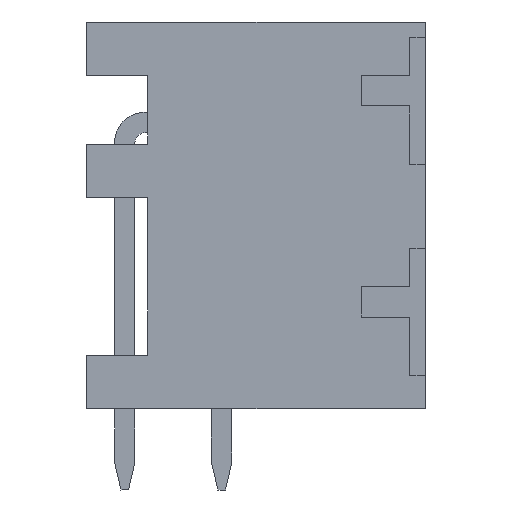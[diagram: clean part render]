
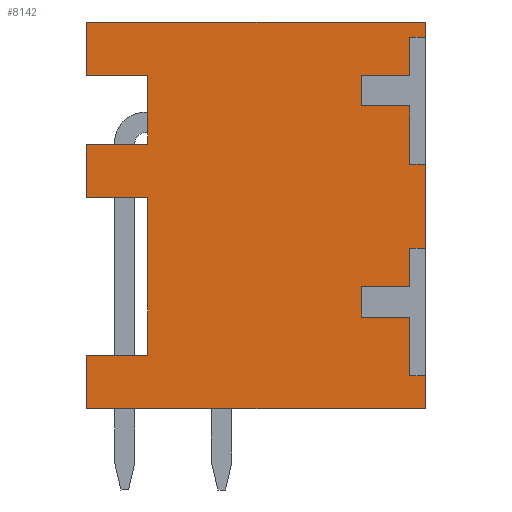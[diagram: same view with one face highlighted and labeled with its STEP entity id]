
A CAD part, left-side view. The second image highlights one B-rep face of the part: STEP entity #8142.
In plain terms, the highlighted planar face has unit normal (-1, 0, 0).
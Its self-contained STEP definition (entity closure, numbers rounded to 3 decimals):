
#8016=AXIS2_PLACEMENT_3D('Plane Axis2P3D',#8013,#8014,#8015) ;
#224=CARTESIAN_POINT('Vertex',(0.3,0.,18.4)) ;
#227=CARTESIAN_POINT('Line Origine',(0.3,0.,18.1)) ;
#231=CARTESIAN_POINT('Vertex',(0.3,0.,17.8)) ;
#252=CARTESIAN_POINT('Vertex',(0.3,0.,12.8)) ;
#255=CARTESIAN_POINT('Line Origine',(0.3,0.,11.15)) ;
#259=CARTESIAN_POINT('Vertex',(0.3,0.,9.5)) ;
#280=CARTESIAN_POINT('Vertex',(0.3,0.,4.5)) ;
#283=CARTESIAN_POINT('Line Origine',(0.3,0.,3.85)) ;
#287=CARTESIAN_POINT('Vertex',(0.3,0.,3.2)) ;
#3656=CARTESIAN_POINT('Vertex',(0.3,13.3,18.4)) ;
#3659=CARTESIAN_POINT('Line Origine',(0.3,6.65,18.4)) ;
#3749=CARTESIAN_POINT('Vertex',(0.3,13.3,16.3)) ;
#3754=CARTESIAN_POINT('Line Origine',(0.3,13.3,17.35)) ;
#4302=CARTESIAN_POINT('Vertex',(0.3,10.9,16.3)) ;
#4307=CARTESIAN_POINT('Line Origine',(0.3,12.1,16.3)) ;
#4567=CARTESIAN_POINT('Vertex',(0.3,10.9,13.6)) ;
#4572=CARTESIAN_POINT('Line Origine',(0.3,10.9,14.95)) ;
#4832=CARTESIAN_POINT('Vertex',(0.3,13.3,13.6)) ;
#4837=CARTESIAN_POINT('Line Origine',(0.3,12.1,13.6)) ;
#5092=CARTESIAN_POINT('Vertex',(0.3,13.3,11.5)) ;
#5097=CARTESIAN_POINT('Line Origine',(0.3,13.3,12.55)) ;
#5933=CARTESIAN_POINT('Vertex',(0.3,10.9,11.5)) ;
#5938=CARTESIAN_POINT('Line Origine',(0.3,12.1,11.5)) ;
#6193=CARTESIAN_POINT('Vertex',(0.3,10.9,5.3)) ;
#6198=CARTESIAN_POINT('Line Origine',(0.3,10.9,8.4)) ;
#6458=CARTESIAN_POINT('Vertex',(0.3,13.3,5.3)) ;
#6463=CARTESIAN_POINT('Line Origine',(0.3,12.1,5.3)) ;
#6718=CARTESIAN_POINT('Vertex',(0.3,13.3,3.2)) ;
#6723=CARTESIAN_POINT('Line Origine',(0.3,13.3,4.25)) ;
#7555=CARTESIAN_POINT('Line Origine',(0.3,6.65,3.2)) ;
#8013=CARTESIAN_POINT('Axis2P3D Location',(0.3,0.,0.)) ;
#8018=CARTESIAN_POINT('Line Origine',(0.3,0.3,12.8)) ;
#8022=CARTESIAN_POINT('Vertex',(0.3,0.6,12.8)) ;
#8025=CARTESIAN_POINT('Line Origine',(0.3,0.6,13.95)) ;
#8029=CARTESIAN_POINT('Vertex',(0.3,0.6,15.1)) ;
#8032=CARTESIAN_POINT('Line Origine',(0.3,1.55,15.1)) ;
#8036=CARTESIAN_POINT('Vertex',(0.3,2.5,15.1)) ;
#8039=CARTESIAN_POINT('Line Origine',(0.3,2.5,15.7)) ;
#8043=CARTESIAN_POINT('Vertex',(0.3,2.5,16.3)) ;
#8046=CARTESIAN_POINT('Line Origine',(0.3,1.55,16.3)) ;
#8050=CARTESIAN_POINT('Vertex',(0.3,0.6,16.3)) ;
#8053=CARTESIAN_POINT('Line Origine',(0.3,0.6,17.05)) ;
#8057=CARTESIAN_POINT('Vertex',(0.3,0.6,17.8)) ;
#8060=CARTESIAN_POINT('Line Origine',(0.3,0.3,17.8)) ;
#8065=CARTESIAN_POINT('Line Origine',(0.3,0.3,4.5)) ;
#8069=CARTESIAN_POINT('Vertex',(0.3,0.6,4.5)) ;
#8072=CARTESIAN_POINT('Line Origine',(0.3,0.6,5.65)) ;
#8076=CARTESIAN_POINT('Vertex',(0.3,0.6,6.8)) ;
#8079=CARTESIAN_POINT('Line Origine',(0.3,1.55,6.8)) ;
#8083=CARTESIAN_POINT('Vertex',(0.3,2.5,6.8)) ;
#8086=CARTESIAN_POINT('Line Origine',(0.3,2.5,7.4)) ;
#8090=CARTESIAN_POINT('Vertex',(0.3,2.5,8.)) ;
#8093=CARTESIAN_POINT('Line Origine',(0.3,1.55,8.)) ;
#8097=CARTESIAN_POINT('Vertex',(0.3,0.6,8.)) ;
#8100=CARTESIAN_POINT('Line Origine',(0.3,0.6,8.75)) ;
#8104=CARTESIAN_POINT('Vertex',(0.3,0.6,9.5)) ;
#8107=CARTESIAN_POINT('Line Origine',(0.3,0.3,9.5)) ;
#228=DIRECTION('Vector Direction',(0.,0.,-1.)) ;
#256=DIRECTION('Vector Direction',(0.,0.,-1.)) ;
#284=DIRECTION('Vector Direction',(0.,0.,-1.)) ;
#3660=DIRECTION('Vector Direction',(0.,-1.,0.)) ;
#3755=DIRECTION('Vector Direction',(0.,0.,1.)) ;
#4308=DIRECTION('Vector Direction',(0.,1.,0.)) ;
#4573=DIRECTION('Vector Direction',(0.,0.,1.)) ;
#4838=DIRECTION('Vector Direction',(0.,-1.,0.)) ;
#5098=DIRECTION('Vector Direction',(0.,0.,1.)) ;
#5939=DIRECTION('Vector Direction',(0.,1.,0.)) ;
#6199=DIRECTION('Vector Direction',(0.,0.,1.)) ;
#6464=DIRECTION('Vector Direction',(0.,-1.,0.)) ;
#6724=DIRECTION('Vector Direction',(0.,0.,1.)) ;
#7556=DIRECTION('Vector Direction',(0.,1.,0.)) ;
#8014=DIRECTION('Axis2P3D Direction',(-1.,0.,0.)) ;
#8015=DIRECTION('Axis2P3D XDirection',(0.,-1.,0.)) ;
#8019=DIRECTION('Vector Direction',(0.,1.,0.)) ;
#8026=DIRECTION('Vector Direction',(0.,0.,1.)) ;
#8033=DIRECTION('Vector Direction',(0.,1.,0.)) ;
#8040=DIRECTION('Vector Direction',(0.,0.,1.)) ;
#8047=DIRECTION('Vector Direction',(0.,-1.,0.)) ;
#8054=DIRECTION('Vector Direction',(0.,0.,1.)) ;
#8061=DIRECTION('Vector Direction',(0.,-1.,0.)) ;
#8066=DIRECTION('Vector Direction',(0.,1.,0.)) ;
#8073=DIRECTION('Vector Direction',(0.,0.,1.)) ;
#8080=DIRECTION('Vector Direction',(0.,1.,0.)) ;
#8087=DIRECTION('Vector Direction',(0.,0.,1.)) ;
#8094=DIRECTION('Vector Direction',(0.,-1.,0.)) ;
#8101=DIRECTION('Vector Direction',(0.,0.,1.)) ;
#8108=DIRECTION('Vector Direction',(0.,-1.,0.)) ;
#229=VECTOR('Line Direction',#228,1.) ;
#257=VECTOR('Line Direction',#256,1.) ;
#285=VECTOR('Line Direction',#284,1.) ;
#3661=VECTOR('Line Direction',#3660,1.) ;
#3756=VECTOR('Line Direction',#3755,1.) ;
#4309=VECTOR('Line Direction',#4308,1.) ;
#4574=VECTOR('Line Direction',#4573,1.) ;
#4839=VECTOR('Line Direction',#4838,1.) ;
#5099=VECTOR('Line Direction',#5098,1.) ;
#5940=VECTOR('Line Direction',#5939,1.) ;
#6200=VECTOR('Line Direction',#6199,1.) ;
#6465=VECTOR('Line Direction',#6464,1.) ;
#6725=VECTOR('Line Direction',#6724,1.) ;
#7557=VECTOR('Line Direction',#7556,1.) ;
#8020=VECTOR('Line Direction',#8019,1.) ;
#8027=VECTOR('Line Direction',#8026,1.) ;
#8034=VECTOR('Line Direction',#8033,1.) ;
#8041=VECTOR('Line Direction',#8040,1.) ;
#8048=VECTOR('Line Direction',#8047,1.) ;
#8055=VECTOR('Line Direction',#8054,1.) ;
#8062=VECTOR('Line Direction',#8061,1.) ;
#8067=VECTOR('Line Direction',#8066,1.) ;
#8074=VECTOR('Line Direction',#8073,1.) ;
#8081=VECTOR('Line Direction',#8080,1.) ;
#8088=VECTOR('Line Direction',#8087,1.) ;
#8095=VECTOR('Line Direction',#8094,1.) ;
#8102=VECTOR('Line Direction',#8101,1.) ;
#8109=VECTOR('Line Direction',#8108,1.) ;
#8113=ORIENTED_EDGE('',*,*,#261,.T.) ;
#8114=ORIENTED_EDGE('',*,*,#8024,.F.) ;
#8115=ORIENTED_EDGE('',*,*,#8031,.F.) ;
#8116=ORIENTED_EDGE('',*,*,#8038,.F.) ;
#8117=ORIENTED_EDGE('',*,*,#8045,.F.) ;
#8118=ORIENTED_EDGE('',*,*,#8052,.F.) ;
#8119=ORIENTED_EDGE('',*,*,#8059,.F.) ;
#8120=ORIENTED_EDGE('',*,*,#8064,.F.) ;
#8121=ORIENTED_EDGE('',*,*,#233,.T.) ;
#8122=ORIENTED_EDGE('',*,*,#3663,.T.) ;
#8123=ORIENTED_EDGE('',*,*,#3758,.T.) ;
#8124=ORIENTED_EDGE('',*,*,#4311,.T.) ;
#8125=ORIENTED_EDGE('',*,*,#4576,.T.) ;
#8126=ORIENTED_EDGE('',*,*,#4841,.T.) ;
#8127=ORIENTED_EDGE('',*,*,#5101,.T.) ;
#8128=ORIENTED_EDGE('',*,*,#5942,.T.) ;
#8129=ORIENTED_EDGE('',*,*,#6202,.T.) ;
#8130=ORIENTED_EDGE('',*,*,#6467,.T.) ;
#8131=ORIENTED_EDGE('',*,*,#6727,.T.) ;
#8132=ORIENTED_EDGE('',*,*,#7559,.T.) ;
#8133=ORIENTED_EDGE('',*,*,#289,.T.) ;
#8134=ORIENTED_EDGE('',*,*,#8071,.F.) ;
#8135=ORIENTED_EDGE('',*,*,#8078,.F.) ;
#8136=ORIENTED_EDGE('',*,*,#8085,.F.) ;
#8137=ORIENTED_EDGE('',*,*,#8092,.F.) ;
#8138=ORIENTED_EDGE('',*,*,#8099,.F.) ;
#8139=ORIENTED_EDGE('',*,*,#8106,.F.) ;
#8140=ORIENTED_EDGE('',*,*,#8111,.F.) ;
#8142=ADVANCED_FACE('HOUSING',(#8141),#8017,.T.) ;
#233=EDGE_CURVE('',#232,#225,#230,.F.) ;
#261=EDGE_CURVE('',#260,#253,#258,.F.) ;
#289=EDGE_CURVE('',#288,#281,#286,.F.) ;
#3663=EDGE_CURVE('',#225,#3657,#3662,.F.) ;
#3758=EDGE_CURVE('',#3657,#3750,#3757,.F.) ;
#4311=EDGE_CURVE('',#3750,#4303,#4310,.F.) ;
#4576=EDGE_CURVE('',#4303,#4568,#4575,.F.) ;
#4841=EDGE_CURVE('',#4568,#4833,#4840,.F.) ;
#5101=EDGE_CURVE('',#4833,#5093,#5100,.F.) ;
#5942=EDGE_CURVE('',#5093,#5934,#5941,.F.) ;
#6202=EDGE_CURVE('',#5934,#6194,#6201,.F.) ;
#6467=EDGE_CURVE('',#6194,#6459,#6466,.F.) ;
#6727=EDGE_CURVE('',#6459,#6719,#6726,.F.) ;
#7559=EDGE_CURVE('',#6719,#288,#7558,.F.) ;
#8024=EDGE_CURVE('',#8023,#253,#8021,.F.) ;
#8031=EDGE_CURVE('',#8030,#8023,#8028,.F.) ;
#8038=EDGE_CURVE('',#8037,#8030,#8035,.F.) ;
#8045=EDGE_CURVE('',#8044,#8037,#8042,.F.) ;
#8052=EDGE_CURVE('',#8051,#8044,#8049,.F.) ;
#8059=EDGE_CURVE('',#8058,#8051,#8056,.F.) ;
#8064=EDGE_CURVE('',#232,#8058,#8063,.F.) ;
#8071=EDGE_CURVE('',#8070,#281,#8068,.F.) ;
#8078=EDGE_CURVE('',#8077,#8070,#8075,.F.) ;
#8085=EDGE_CURVE('',#8084,#8077,#8082,.F.) ;
#8092=EDGE_CURVE('',#8091,#8084,#8089,.F.) ;
#8099=EDGE_CURVE('',#8098,#8091,#8096,.F.) ;
#8106=EDGE_CURVE('',#8105,#8098,#8103,.F.) ;
#8111=EDGE_CURVE('',#260,#8105,#8110,.F.) ;
#8112=EDGE_LOOP('',(#8113,#8114,#8115,#8116,#8117,#8118,#8119,#8120,#8121,#8122,#8123,#8124,#8125,#8126,#8127,#8128,#8129,#8130,#8131,#8132,#8133,#8134,#8135,#8136,#8137,#8138,#8139,#8140)) ;
#8141=FACE_OUTER_BOUND('',#8112,.T.) ;
#230=LINE('Line',#227,#229) ;
#258=LINE('Line',#255,#257) ;
#286=LINE('Line',#283,#285) ;
#3662=LINE('Line',#3659,#3661) ;
#3757=LINE('Line',#3754,#3756) ;
#4310=LINE('Line',#4307,#4309) ;
#4575=LINE('Line',#4572,#4574) ;
#4840=LINE('Line',#4837,#4839) ;
#5100=LINE('Line',#5097,#5099) ;
#5941=LINE('Line',#5938,#5940) ;
#6201=LINE('Line',#6198,#6200) ;
#6466=LINE('Line',#6463,#6465) ;
#6726=LINE('Line',#6723,#6725) ;
#7558=LINE('Line',#7555,#7557) ;
#8021=LINE('Line',#8018,#8020) ;
#8028=LINE('Line',#8025,#8027) ;
#8035=LINE('Line',#8032,#8034) ;
#8042=LINE('Line',#8039,#8041) ;
#8049=LINE('Line',#8046,#8048) ;
#8056=LINE('Line',#8053,#8055) ;
#8063=LINE('Line',#8060,#8062) ;
#8068=LINE('Line',#8065,#8067) ;
#8075=LINE('Line',#8072,#8074) ;
#8082=LINE('Line',#8079,#8081) ;
#8089=LINE('Line',#8086,#8088) ;
#8096=LINE('Line',#8093,#8095) ;
#8103=LINE('Line',#8100,#8102) ;
#8110=LINE('Line',#8107,#8109) ;
#8017=PLANE('',#8016) ;
#225=VERTEX_POINT('',#224) ;
#232=VERTEX_POINT('',#231) ;
#253=VERTEX_POINT('',#252) ;
#260=VERTEX_POINT('',#259) ;
#281=VERTEX_POINT('',#280) ;
#288=VERTEX_POINT('',#287) ;
#3657=VERTEX_POINT('',#3656) ;
#3750=VERTEX_POINT('',#3749) ;
#4303=VERTEX_POINT('',#4302) ;
#4568=VERTEX_POINT('',#4567) ;
#4833=VERTEX_POINT('',#4832) ;
#5093=VERTEX_POINT('',#5092) ;
#5934=VERTEX_POINT('',#5933) ;
#6194=VERTEX_POINT('',#6193) ;
#6459=VERTEX_POINT('',#6458) ;
#6719=VERTEX_POINT('',#6718) ;
#8023=VERTEX_POINT('',#8022) ;
#8030=VERTEX_POINT('',#8029) ;
#8037=VERTEX_POINT('',#8036) ;
#8044=VERTEX_POINT('',#8043) ;
#8051=VERTEX_POINT('',#8050) ;
#8058=VERTEX_POINT('',#8057) ;
#8070=VERTEX_POINT('',#8069) ;
#8077=VERTEX_POINT('',#8076) ;
#8084=VERTEX_POINT('',#8083) ;
#8091=VERTEX_POINT('',#8090) ;
#8098=VERTEX_POINT('',#8097) ;
#8105=VERTEX_POINT('',#8104) ;
